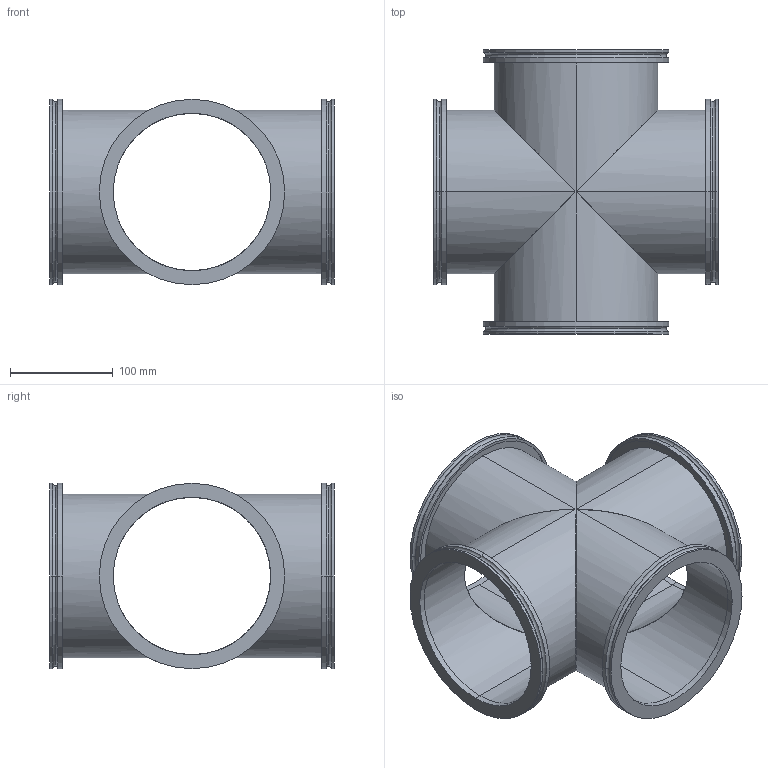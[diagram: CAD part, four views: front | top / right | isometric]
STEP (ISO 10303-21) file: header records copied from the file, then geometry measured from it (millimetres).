
FILE_DESCRIPTION (( 'STEP AP214' ), '1' );
FILE_NAME ('320RKS160.stp', '2017-04-19T09:00:26', ( '' ), ( '' ), 'SwSTEP 2.0', 'SolidWorks 2015', '' );
FILE_SCHEMA (( 'AUTOMOTIVE_DESIGN' ));
Length unit declared in the file: millimetre
Products named in the file (1): 320RKS160
Bounding box: 276 x 276 x 180 mm (x, y, z)
Volume: 739403.4 mm3; surface area: 450589.9 mm2
Topology: 8 solids, 8 shells, 100 faces, 200 edges, 120 vertices
Faces by surface type: cylinder 56, plane 28, torus 16
Entity records: 3833 total; most frequent: DIRECTION 506, CARTESIAN_POINT 469, ORIENTED_EDGE 400, AXIS2_PLACEMENT_3D 221, EDGE_CURVE 200, CIRCLE 120, EDGE_LOOP 120, VERTEX_POINT 120
